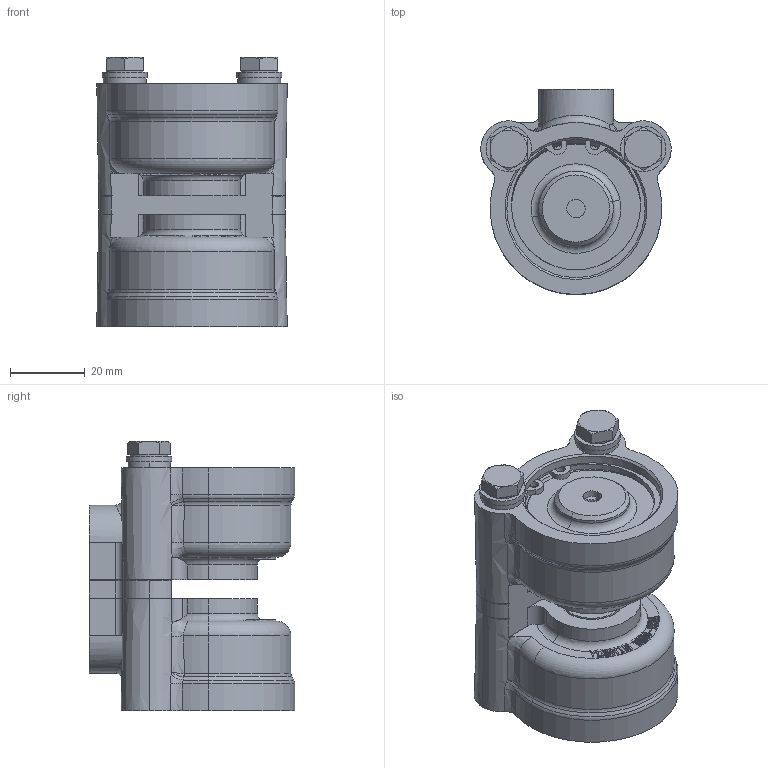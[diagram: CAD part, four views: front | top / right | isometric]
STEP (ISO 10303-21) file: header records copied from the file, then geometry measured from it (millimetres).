
FILE_DESCRIPTION (( 'STEP AP203' ), '1' );
FILE_NAME ('NDB-10A(Web—p).STEP', '2024-11-27T02:49:17', ( '' ), ( '' ), 'SwSTEP 2.0', 'SolidWorks 2024', '' );
FILE_SCHEMA (( 'CONFIG_CONTROL_DESIGN' ));
Length unit declared in the file: millimetre
Products named in the file (1): NDB-10A(Web用)
Bounding box: 51 x 55 x 72.1 mm (x, y, z)
Volume: 103451.5 mm3; surface area: 23096.8 mm2
Topology: 1 solids, 1 shells, 918 faces, 2493 edges, 1579 vertices
Faces by surface type: plane 440, bspline 188, cylinder 168, cone 94, torus 28
Entity records: 36903 total; most frequent: CARTESIAN_POINT 15374, ORIENTED_EDGE 4970, DIRECTION 3833, EDGE_CURVE 2485, VERTEX_POINT 1579, AXIS2_PLACEMENT_3D 1288, LINE 1257, VECTOR 1257
